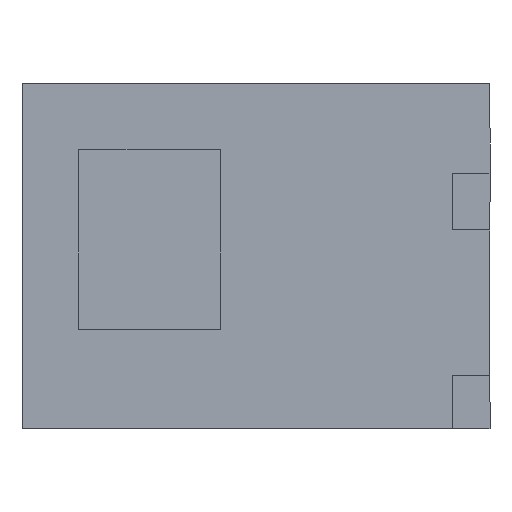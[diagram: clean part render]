
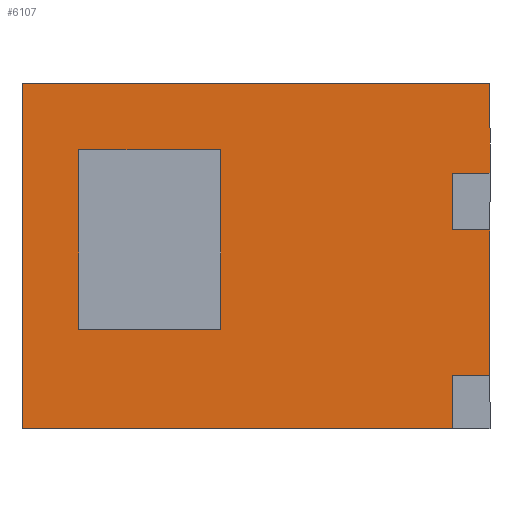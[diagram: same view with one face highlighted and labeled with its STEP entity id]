
A CAD part, left-side view. The second image highlights one B-rep face of the part: STEP entity #6107.
In plain terms, the highlighted planar face has unit normal (-1, 0, 0).
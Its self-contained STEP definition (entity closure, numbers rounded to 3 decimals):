
#528=FACE_BOUND('',#916,.T.);
#564=FACE_OUTER_BOUND('',#915,.T.);
#915=EDGE_LOOP('',(#4183,#4184,#4185,#4186,#4187,#4188,#4189,#4190,#4191,
#4192));
#916=EDGE_LOOP('',(#4193,#4194,#4195,#4196));
#1370=LINE('',#7924,#1975);
#1376=LINE('',#7935,#1981);
#1380=LINE('',#7944,#1985);
#1381=LINE('',#7946,#1986);
#1382=LINE('',#7948,#1987);
#1383=LINE('',#7950,#1988);
#1384=LINE('',#7951,#1989);
#1385=LINE('',#7953,#1990);
#1386=LINE('',#7955,#1991);
#1387=LINE('',#7957,#1992);
#1388=LINE('',#7958,#1993);
#1389=LINE('',#7960,#1994);
#1390=LINE('',#7962,#1995);
#1391=LINE('',#7963,#1996);
#1975=VECTOR('',#6742,10.);
#1981=VECTOR('',#6750,10.);
#1985=VECTOR('',#6756,10.);
#1986=VECTOR('',#6757,10.);
#1987=VECTOR('',#6758,10.);
#1988=VECTOR('',#6759,10.);
#1989=VECTOR('',#6760,10.);
#1990=VECTOR('',#6761,10.);
#1991=VECTOR('',#6762,10.);
#1992=VECTOR('',#6763,10.);
#1993=VECTOR('',#6764,10.);
#1994=VECTOR('',#6765,10.);
#1995=VECTOR('',#6766,10.);
#1996=VECTOR('',#6767,10.);
#2599=VERTEX_POINT('',#7921);
#2600=VERTEX_POINT('',#7923);
#2603=VERTEX_POINT('',#7933);
#2604=VERTEX_POINT('',#7934);
#2607=VERTEX_POINT('',#7942);
#2608=VERTEX_POINT('',#7943);
#2609=VERTEX_POINT('',#7945);
#2610=VERTEX_POINT('',#7947);
#2611=VERTEX_POINT('',#7949);
#2612=VERTEX_POINT('',#7952);
#2613=VERTEX_POINT('',#7954);
#2614=VERTEX_POINT('',#7956);
#2615=VERTEX_POINT('',#7959);
#2616=VERTEX_POINT('',#7961);
#3228=EDGE_CURVE('',#2599,#2600,#1370,.T.);
#3234=EDGE_CURVE('',#2603,#2604,#1376,.T.);
#3238=EDGE_CURVE('',#2607,#2608,#1380,.T.);
#3239=EDGE_CURVE('',#2608,#2609,#1381,.T.);
#3240=EDGE_CURVE('',#2609,#2610,#1382,.T.);
#3241=EDGE_CURVE('',#2611,#2610,#1383,.T.);
#3242=EDGE_CURVE('',#2600,#2611,#1384,.T.);
#3243=EDGE_CURVE('',#2599,#2612,#1385,.T.);
#3244=EDGE_CURVE('',#2613,#2612,#1386,.T.);
#3245=EDGE_CURVE('',#2614,#2613,#1387,.T.);
#3246=EDGE_CURVE('',#2614,#2607,#1388,.T.);
#3247=EDGE_CURVE('',#2615,#2603,#1389,.T.);
#3248=EDGE_CURVE('',#2604,#2616,#1390,.T.);
#3249=EDGE_CURVE('',#2615,#2616,#1391,.T.);
#4183=ORIENTED_EDGE('',*,*,#3238,.T.);
#4184=ORIENTED_EDGE('',*,*,#3239,.T.);
#4185=ORIENTED_EDGE('',*,*,#3240,.T.);
#4186=ORIENTED_EDGE('',*,*,#3241,.F.);
#4187=ORIENTED_EDGE('',*,*,#3242,.F.);
#4188=ORIENTED_EDGE('',*,*,#3228,.F.);
#4189=ORIENTED_EDGE('',*,*,#3243,.T.);
#4190=ORIENTED_EDGE('',*,*,#3244,.F.);
#4191=ORIENTED_EDGE('',*,*,#3245,.F.);
#4192=ORIENTED_EDGE('',*,*,#3246,.T.);
#4193=ORIENTED_EDGE('',*,*,#3247,.T.);
#4194=ORIENTED_EDGE('',*,*,#3234,.T.);
#4195=ORIENTED_EDGE('',*,*,#3248,.T.);
#4196=ORIENTED_EDGE('',*,*,#3249,.F.);
#5935=PLANE('',#6460);
#6107=ADVANCED_FACE('',(#564,#528),#5935,.T.);
#6460=AXIS2_PLACEMENT_3D('',#7941,#6754,#6755);
#6742=DIRECTION('',(0.,1.,0.));
#6750=DIRECTION('',(0.,-1.,0.));
#6754=DIRECTION('center_axis',(-1.,0.,0.));
#6755=DIRECTION('ref_axis',(0.,-1.,0.));
#6756=DIRECTION('',(0.,0.,1.));
#6757=DIRECTION('',(0.,-1.,0.));
#6758=DIRECTION('',(0.,0.,1.));
#6759=DIRECTION('',(0.,-1.,0.));
#6760=DIRECTION('',(0.,0.,1.));
#6761=DIRECTION('',(0.,0.,1.));
#6762=DIRECTION('',(0.,1.,0.));
#6763=DIRECTION('',(0.,0.,-1.));
#6764=DIRECTION('',(0.,1.,0.));
#6765=DIRECTION('',(0.,0.,1.));
#6766=DIRECTION('',(0.,0.,-1.));
#6767=DIRECTION('',(0.,-1.,0.));
#7921=CARTESIAN_POINT('',(7.,15.,0.));
#7923=CARTESIAN_POINT('',(7.,106.,0.));
#7924=CARTESIAN_POINT('',(7.,7.,0.));
#7933=CARTESIAN_POINT('',(7.,94.,59.));
#7934=CARTESIAN_POINT('',(7.,64.,59.));
#7935=CARTESIAN_POINT('',(7.,85.,59.));
#7941=CARTESIAN_POINT('Origin',(7.,106.,0.));
#7942=CARTESIAN_POINT('',(7.,15.,42.));
#7943=CARTESIAN_POINT('',(7.,15.,54.));
#7944=CARTESIAN_POINT('',(7.,15.,25.));
#7945=CARTESIAN_POINT('',(7.,7.,54.));
#7946=CARTESIAN_POINT('',(7.,56.5,54.));
#7947=CARTESIAN_POINT('',(7.,7.,73.));
#7948=CARTESIAN_POINT('',(7.,7.,0.));
#7949=CARTESIAN_POINT('',(7.,106.,73.));
#7950=CARTESIAN_POINT('',(7.,7.,73.));
#7951=CARTESIAN_POINT('',(7.,106.,0.));
#7952=CARTESIAN_POINT('',(7.,15.,11.25));
#7953=CARTESIAN_POINT('',(7.,15.,25.));
#7954=CARTESIAN_POINT('',(7.,7.,11.25));
#7955=CARTESIAN_POINT('',(7.,7.,11.25));
#7956=CARTESIAN_POINT('',(7.,7.,42.));
#7957=CARTESIAN_POINT('',(7.,7.,21.));
#7958=CARTESIAN_POINT('',(7.,7.,42.));
#7959=CARTESIAN_POINT('',(7.,94.,21.));
#7960=CARTESIAN_POINT('',(7.,94.,29.));
#7961=CARTESIAN_POINT('',(7.,64.,21.));
#7962=CARTESIAN_POINT('',(7.,64.,29.));
#7963=CARTESIAN_POINT('',(7.,100.,21.));
